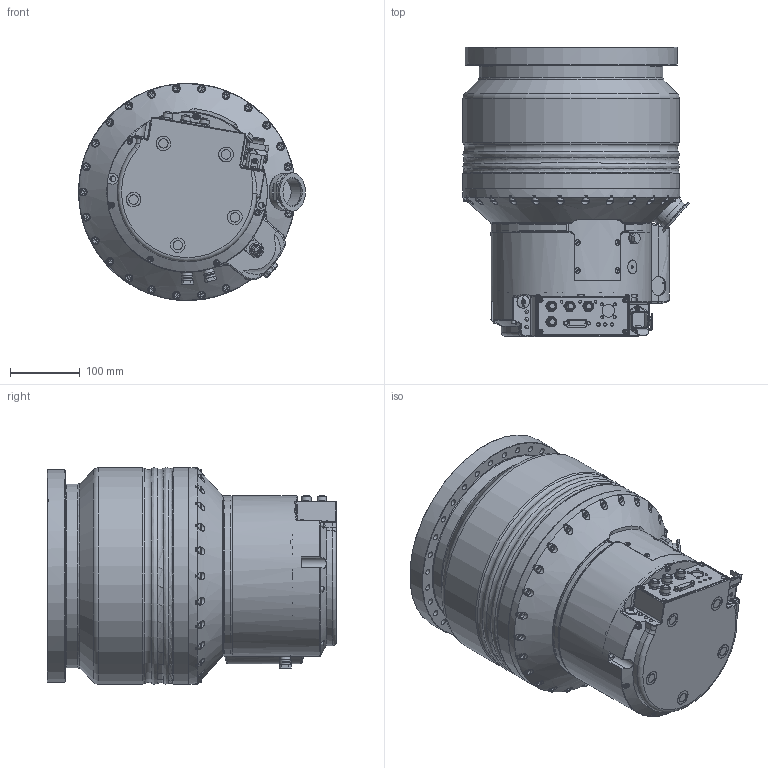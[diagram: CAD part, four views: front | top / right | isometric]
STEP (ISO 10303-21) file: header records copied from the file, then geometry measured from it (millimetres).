
FILE_DESCRIPTION((''),'2;1');
FILE_NAME('PM902122A.stp','2009-07-06T11:08:19',('MARXMANKEL'),(''),'Autodesk Inventor 2009','Autodesk Inventor 2009','');
FILE_SCHEMA(('AUTOMOTIVE_DESIGN { 1 0 10303 214 1 1 1 1 }'));
Length unit declared in the file: millimetre
Products named in the file (1): PM902122A
Bounding box: 325.02 x 415 x 310.99 mm (x, y, z)
Volume: 21454626.8 mm3; surface area: 778623.9 mm2
Topology: 69 solids, 69 shells, 2980 faces, 7643 edges, 5001 vertices
Faces by surface type: plane 1309, cylinder 866, bspline 408, cone 291, torus 92, sphere 14
Full cylindrical faces by diameter (mm): 0.5 x1, 0.507 x1, 0.95 x1, 1.05 x1, 1.5 x1, 2.5 x4, 2.874 x2, 3 x5, 3.2 x2, 3.242 x1, 4 x16, 4.3 x4, 4.5 x9, 4.8 x5, 4.9 x3, 5 x4, 6 x5, 7 x9, 7.53 x4, 7.8 x4, 8 x4, 8.05 x2, 8.1 x2, 8.5 x2, 8.566 x1, 10 x28, 11.2 x25, 11.5 x4, 12 x1, 12.5 x4
Entity records: 153514 total; most frequent: CARTESIAN_POINT 83201, ORIENTED_EDGE 13998, DIRECTION 12958, EDGE_CURVE 6999, AXIS2_PLACEMENT_3D 4944, VERTEX_POINT 4792, EDGE_LOOP 3753, VECTOR 3070
